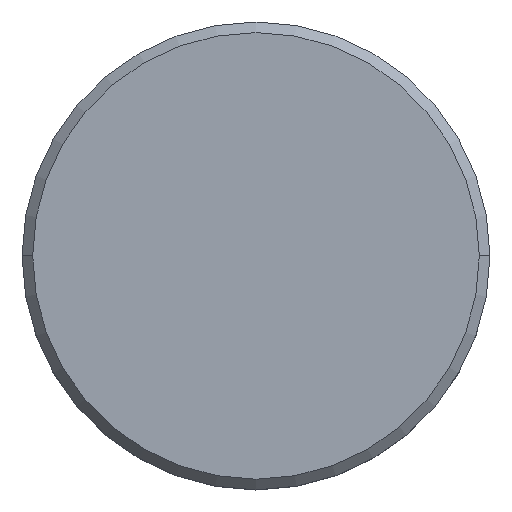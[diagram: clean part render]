
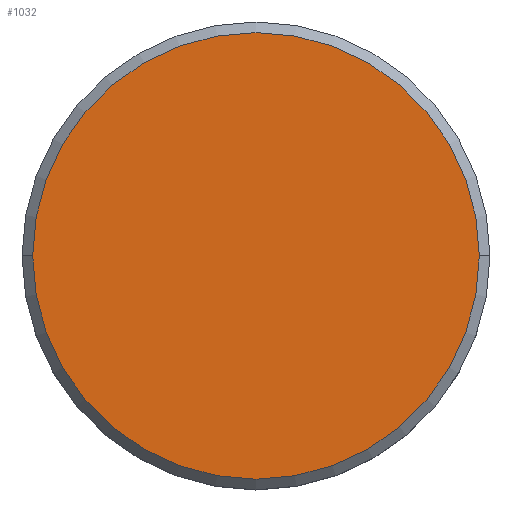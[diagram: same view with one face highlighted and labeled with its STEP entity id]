
A CAD part, top view. The second image highlights one B-rep face of the part: STEP entity #1032.
In plain terms, the highlighted planar face has unit normal (0, 0, 1).
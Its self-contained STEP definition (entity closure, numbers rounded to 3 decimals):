
#83 = CARTESIAN_POINT ( 'NONE',  ( 10.5, 0., 0. ) ) ;
#118 = DIRECTION ( 'NONE',  ( 0., 0., 1. ) ) ;
#124 = DIRECTION ( 'NONE',  ( 1., 0., 0. ) ) ;
#162 = EDGE_LOOP ( 'NONE', ( #928, #692 ) ) ;
#177 = PLANE ( 'NONE',  #757 ) ;
#193 = DIRECTION ( 'NONE',  ( 1., 0., 0. ) ) ;
#212 = DIRECTION ( 'NONE',  ( 0., 0., 1. ) ) ;
#285 = CARTESIAN_POINT ( 'NONE',  ( 0., 0., 0. ) ) ;
#339 = CIRCLE ( 'NONE', #569, 10.5 ) ;
#372 = VERTEX_POINT ( 'NONE', #935 ) ;
#569 = AXIS2_PLACEMENT_3D ( 'NONE', #285, #843, #193 ) ;
#572 = CARTESIAN_POINT ( 'NONE',  ( 0., 0., 0. ) ) ;
#644 = CIRCLE ( 'NONE', #851, 10.5 ) ;
#675 = DIRECTION ( 'NONE',  ( 1., 0., 0. ) ) ;
#692 = ORIENTED_EDGE ( 'NONE', *, *, #1088, .T. ) ;
#757 = AXIS2_PLACEMENT_3D ( 'NONE', #900, #118, #124 ) ;
#837 = EDGE_CURVE ( 'NONE', #372, #1014, #339, .T. ) ;
#843 = DIRECTION ( 'NONE',  ( 0., 0., 1. ) ) ;
#851 = AXIS2_PLACEMENT_3D ( 'NONE', #572, #212, #675 ) ;
#900 = CARTESIAN_POINT ( 'NONE',  ( 0., 0., 0. ) ) ;
#928 = ORIENTED_EDGE ( 'NONE', *, *, #837, .T. ) ;
#935 = CARTESIAN_POINT ( 'NONE',  ( -10.5, 0., 0. ) ) ;
#993 = FACE_OUTER_BOUND ( 'NONE', #162, .T. ) ;
#1014 = VERTEX_POINT ( 'NONE', #83 ) ;
#1032 = ADVANCED_FACE ( 'NONE', ( #993 ), #177, .T. ) ;
#1088 = EDGE_CURVE ( 'NONE', #1014, #372, #644, .T. ) ;
